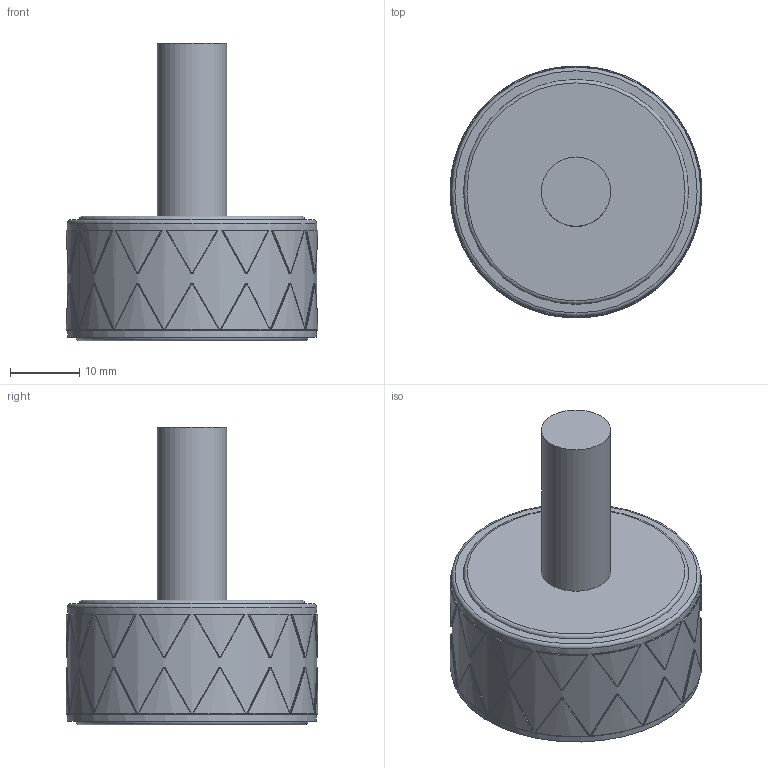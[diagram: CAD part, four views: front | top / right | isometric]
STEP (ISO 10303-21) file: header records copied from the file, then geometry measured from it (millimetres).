
FILE_DESCRIPTION(/* description */ (''),/* implementation_level */ '2;1');
FILE_NAME(/* name */ 'DR_PRM10-1.stp',/* time_stamp */ '2023-02-14T17:54:30+09:00',/* author */ ('user'),/* organization */ (''),/* preprocessor_version */ 'ST-DEVELOPER v15.6',/* originating_system */ 'Autodesk Inventor 2015',/* authorisation */ '');
FILE_SCHEMA (('AUTOMOTIVE_DESIGN { 1 0 10303 214 3 1 1 }'));
Products named in the file (1): DR_PRM10-1
Bounding box: 36.4 x 36.4 x 43 mm (x, y, z)
Volume: 19910.6 mm3; surface area: 4960.8 mm2
Topology: 1 solids, 1 shells, 247 faces, 595 edges, 373 vertices
Faces by surface type: bspline 168, cylinder 31, plane 25, torus 23
Full cylindrical faces by diameter (mm): 10 x1, 36 x2
Entity records: 34992 total; most frequent: CARTESIAN_POINT 30348, ORIENTED_EDGE 1162, EDGE_CURVE 581, DIRECTION 538, VERTEX_POINT 371, B_SPLINE_CURVE_WITH_KNOTS 336, EDGE_LOOP 282, FACE_OUTER_BOUND 247
